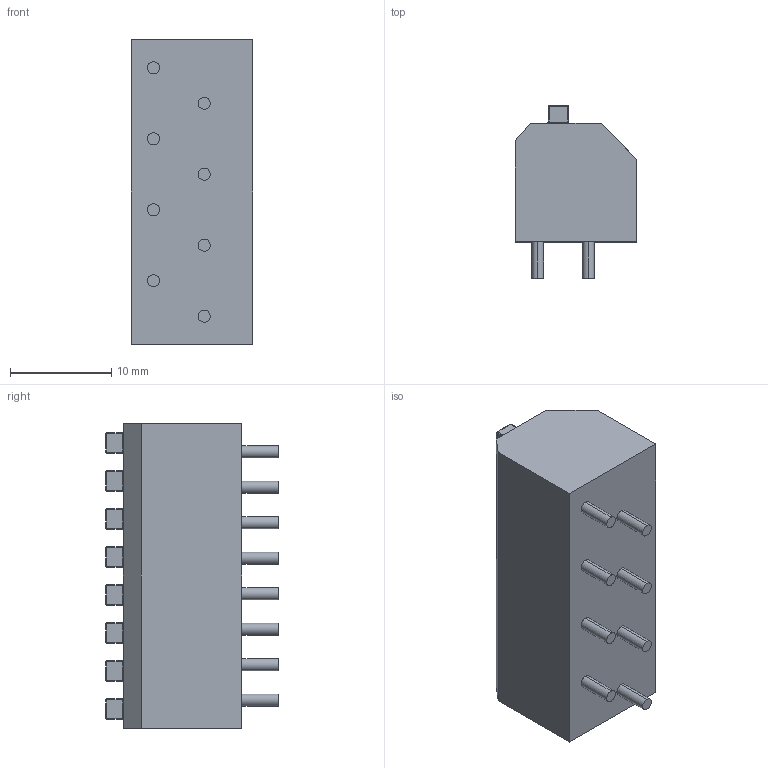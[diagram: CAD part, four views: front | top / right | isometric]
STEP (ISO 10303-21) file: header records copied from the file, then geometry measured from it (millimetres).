
FILE_DESCRIPTION (( 'STEP AP214' ), '1' );
FILE_NAME ('Spring Clamp terminal block.STEP', '2020-09-13T20:40:30', ( '' ), ( '' ), 'SwSTEP 2.0', 'SolidWorks 2020', '' );
FILE_SCHEMA (( 'AUTOMOTIVE_DESIGN' ));
Length unit declared in the file: millimetre
Products named in the file (1): Spring Clamp terminal block
Bounding box: 12 x 17.05 x 30 mm (x, y, z)
Volume: 3827.4 mm3; surface area: 2110.1 mm2
Topology: 1 solids, 1 shells, 320 faces, 778 edges, 444 vertices
Faces by surface type: cylinder 128, plane 128, sphere 32, torus 32
Entity records: 9032 total; most frequent: DIRECTION 1644, CARTESIAN_POINT 1607, ORIENTED_EDGE 1492, EDGE_CURVE 746, AXIS2_PLACEMENT_3D 609, VERTEX_POINT 444, VECTOR 426, LINE 426
